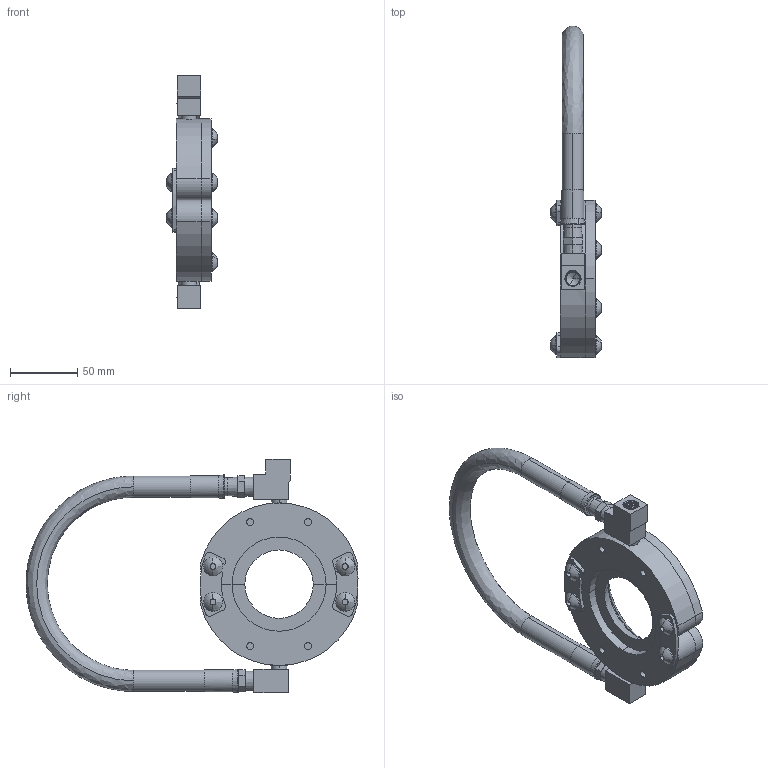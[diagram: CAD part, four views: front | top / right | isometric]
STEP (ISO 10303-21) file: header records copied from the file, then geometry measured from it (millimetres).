
FILE_DESCRIPTION (( 'STEP AP203' ), '1' );
FILE_NAME ('RB2AL.STEP', '2017-11-07T13:11:20', ( '' ), ( '' ), 'SwSTEP 2.0', 'SolidWorks 2016', '' );
FILE_SCHEMA (( 'CONFIG_CONTROL_DESIGN' ));
Length unit declared in the file: millimetre
Products named in the file (9): Part1_1; Part5; Part4; Part2; RB2AL; Part6; Part3.1; Part3; Part7
Assembly tree (21 placements, depth 2):
  RB2AL
    Part1_1  x2
    Part2  x2
    Part5  x12
    Part3.1
    Part3
    Part6
    Part7
    Part4
Bounding box: 38.27 x 246.51 x 173.22 mm (x, y, z)
Volume: 303655.6 mm3; surface area: 93500 mm2
Topology: 21 solids, 21 shells, 522 faces, 1298 edges, 832 vertices
Faces by surface type: plane 251, cylinder 142, bspline 66, cone 63
Entity records: 10840 total; most frequent: CARTESIAN_POINT 3776, ORIENTED_EDGE 1234, DIRECTION 1140, EDGE_CURVE 617, AXIS2_PLACEMENT_3D 427, VERTEX_POINT 398, LINE 286, VECTOR 286
